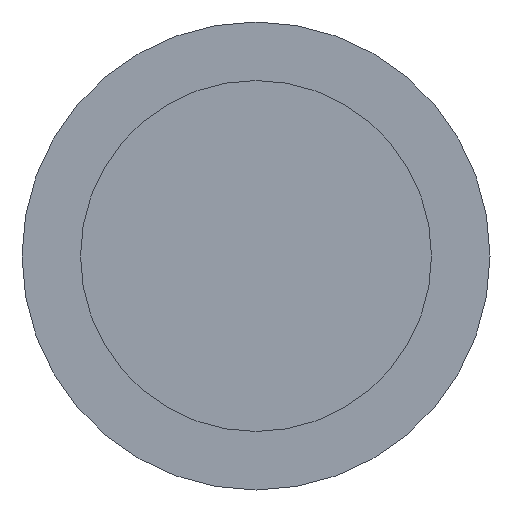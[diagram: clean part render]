
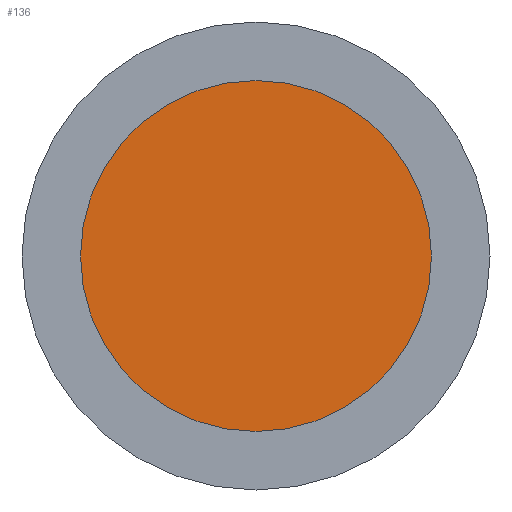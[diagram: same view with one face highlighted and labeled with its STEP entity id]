
A CAD part, left-side view. The second image highlights one B-rep face of the part: STEP entity #136.
In plain terms, the highlighted planar face has unit normal (-1, 0, 0).
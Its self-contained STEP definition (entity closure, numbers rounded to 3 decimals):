
#21=PLANE('',#167);
#30=FACE_OUTER_BOUND('',#43,.T.);
#43=EDGE_LOOP('',(#112));
#66=CIRCLE('',#166,6.);
#76=VERTEX_POINT('',#244);
#88=EDGE_CURVE('',#76,#76,#66,.T.);
#112=ORIENTED_EDGE('',*,*,#88,.T.);
#136=ADVANCED_FACE('',(#30),#21,.T.);
#166=AXIS2_PLACEMENT_3D('',#245,#201,#202);
#167=AXIS2_PLACEMENT_3D('',#247,#204,#205);
#201=DIRECTION('center_axis',(-1.,0.,0.));
#202=DIRECTION('ref_axis',(0.,0.,1.));
#204=DIRECTION('center_axis',(-1.,0.,0.));
#205=DIRECTION('ref_axis',(0.,0.,1.));
#244=CARTESIAN_POINT('',(-32.,0.,-6.));
#245=CARTESIAN_POINT('Origin',(-32.,0.,0.));
#247=CARTESIAN_POINT('Origin',(-32.,0.,0.));
